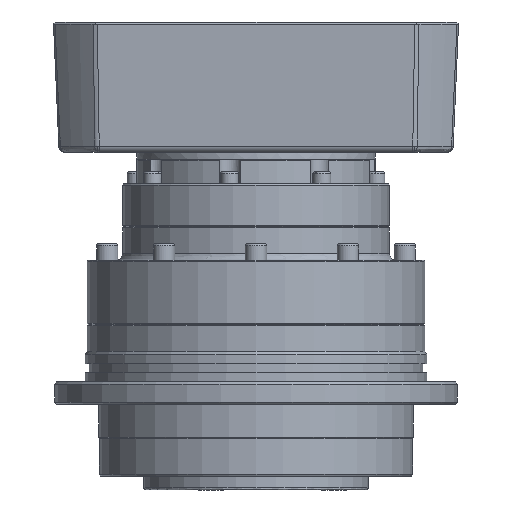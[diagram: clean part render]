
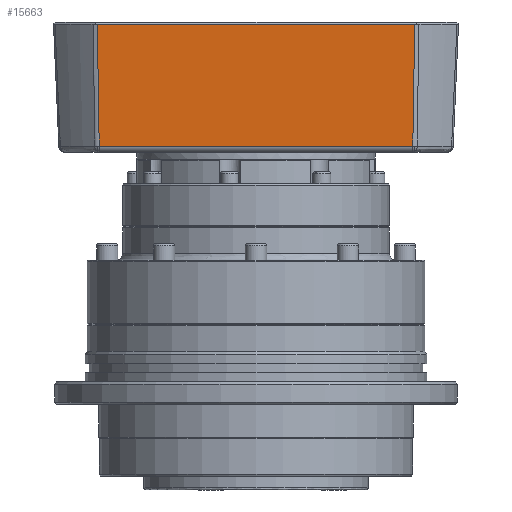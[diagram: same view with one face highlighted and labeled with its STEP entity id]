
A CAD part, front view. The second image highlights one B-rep face of the part: STEP entity #15663.
In plain terms, the highlighted planar face has unit normal (0, -0.999, -0.044).
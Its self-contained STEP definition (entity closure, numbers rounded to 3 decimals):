
#1365 = ORIENTED_EDGE ( 'NONE', *, *, #9495, .F. ) ;
#2057 = PLANE ( 'NONE',  #6711 ) ;
#3316 = B_SPLINE_CURVE_WITH_KNOTS ( 'NONE', 3,
 ( #15629, #23708, #51325, #27686 ),
 .UNSPECIFIED., .F., .F.,
 ( 4, 4 ),
 ( 0., 1. ),
 .UNSPECIFIED. ) ;
#3837 = CARTESIAN_POINT ( 'NONE',  ( -69.692, -87.637, 8.869 ) ) ;
#4328 = LINE ( 'NONE', #32765, #35007 ) ;
#5820 = CARTESIAN_POINT ( 'NONE',  ( 70.535, -90., 63. ) ) ;
#6711 = AXIS2_PLACEMENT_3D ( 'NONE', #45914, #22275, #49914 ) ;
#7169 = EDGE_CURVE ( 'NONE', #27840, #28215, #22112, .T. ) ;
#8832 = DIRECTION ( 'NONE',  ( -1., 0., 0. ) ) ;
#9495 = EDGE_CURVE ( 'NONE', #20665, #28215, #4328, .T. ) ;
#11236 = VECTOR ( 'NONE', #37272, 1000. ) ;
#12218 = CARTESIAN_POINT ( 'NONE',  ( -69.692, -87.637, 8.869 ) ) ;
#13442 = CARTESIAN_POINT ( 'NONE',  ( -69.973, -88.42, 26.804 ) ) ;
#14663 = CARTESIAN_POINT ( 'NONE',  ( -70.254, -89.207, 44.848 ) ) ;
#15081 = CARTESIAN_POINT ( 'NONE',  ( -70.535, -90., 63. ) ) ;
#15629 = CARTESIAN_POINT ( 'NONE',  ( 69.692, -87.637, 8.869 ) ) ;
#15663 = ADVANCED_FACE ( 'NONE', ( #29117 ), #2057, .T. ) ;
#20665 = VERTEX_POINT ( 'NONE', #28148 ) ;
#20892 = VERTEX_POINT ( 'NONE', #5820 ) ;
#22112 = B_SPLINE_CURVE_WITH_KNOTS ( 'NONE', 3,
 ( #15081, #14663, #13442, #12218 ),
 .UNSPECIFIED., .F., .F.,
 ( 4, 4 ),
 ( 0., 1. ),
 .UNSPECIFIED. ) ;
#22275 = DIRECTION ( 'NONE',  ( 0., -0.999, -0.044 ) ) ;
#23163 = EDGE_CURVE ( 'NONE', #20665, #20892, #3316, .T. ) ;
#23708 = CARTESIAN_POINT ( 'NONE',  ( 69.973, -88.42, 26.804 ) ) ;
#25301 = CARTESIAN_POINT ( 'NONE',  ( -90., -90., 63. ) ) ;
#27686 = CARTESIAN_POINT ( 'NONE',  ( 70.535, -90., 63. ) ) ;
#27840 = VERTEX_POINT ( 'NONE', #40475 ) ;
#28148 = CARTESIAN_POINT ( 'NONE',  ( 69.692, -87.637, 8.869 ) ) ;
#28215 = VERTEX_POINT ( 'NONE', #3837 ) ;
#29117 = FACE_OUTER_BOUND ( 'NONE', #31867, .T. ) ;
#29928 = ORIENTED_EDGE ( 'NONE', *, *, #23163, .T. ) ;
#31867 = EDGE_LOOP ( 'NONE', ( #35636, #1365, #29928, #48340 ) ) ;
#32539 = LINE ( 'NONE', #25301, #11236 ) ;
#32765 = CARTESIAN_POINT ( 'NONE',  ( -45., -87.637, 8.869 ) ) ;
#35007 = VECTOR ( 'NONE', #8832, 1000. ) ;
#35636 = ORIENTED_EDGE ( 'NONE', *, *, #7169, .T. ) ;
#37272 = DIRECTION ( 'NONE',  ( -1., 0., 0. ) ) ;
#40475 = CARTESIAN_POINT ( 'NONE',  ( -70.535, -90., 63. ) ) ;
#43964 = EDGE_CURVE ( 'NONE', #20892, #27840, #32539, .T. ) ;
#45914 = CARTESIAN_POINT ( 'NONE',  ( -90., -87.252, 0.06 ) ) ;
#48340 = ORIENTED_EDGE ( 'NONE', *, *, #43964, .T. ) ;
#49914 = DIRECTION ( 'NONE',  ( 0., 0.044, -0.999 ) ) ;
#51325 = CARTESIAN_POINT ( 'NONE',  ( 70.254, -89.207, 44.848 ) ) ;
